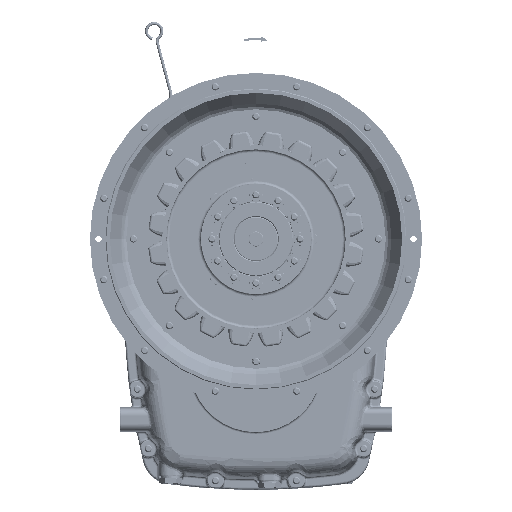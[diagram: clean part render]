
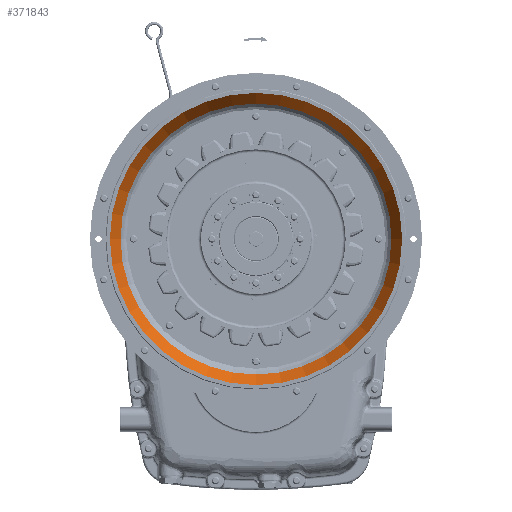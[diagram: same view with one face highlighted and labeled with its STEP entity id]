
A CAD part, top view. The second image highlights one B-rep face of the part: STEP entity #371843.
In plain terms, the highlighted conical face has half-angle 30 degrees and reference radius 184.334 mm.
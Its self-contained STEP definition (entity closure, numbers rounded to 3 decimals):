
#31520 = EDGE_LOOP ( 'NONE', ( #305399 ) ) ;
#33886 = DIRECTION ( 'NONE',  ( 0., 0., -1. ) ) ;
#34437 = CIRCLE ( 'NONE', #116556, 198.768 ) ;
#35038 = CARTESIAN_POINT ( 'NONE',  ( 0., 0., 55. ) ) ;
#41427 = EDGE_CURVE ( 'NONE', #356076, #356076, #203438, .T. ) ;
#71963 = DIRECTION ( 'NONE',  ( -1., 0., 0. ) ) ;
#92490 = CONICAL_SURFACE ( 'NONE', #161178, 184.334, 0.524 ) ;
#116556 = AXIS2_PLACEMENT_3D ( 'NONE', #35038, #291126, #71963 ) ;
#118499 = CARTESIAN_POINT ( 'NONE',  ( -198.768, 0., 55. ) ) ;
#134810 = AXIS2_PLACEMENT_3D ( 'NONE', #253151, #33886, #289961 ) ;
#138417 = FACE_OUTER_BOUND ( 'NONE', #189625, .T. ) ;
#161178 = AXIS2_PLACEMENT_3D ( 'NONE', #184073, #222407, #406470 ) ;
#184073 = CARTESIAN_POINT ( 'NONE',  ( 0., 0., 30. ) ) ;
#189625 = EDGE_LOOP ( 'NONE', ( #412147 ) ) ;
#203438 = CIRCLE ( 'NONE', #134810, 184.334 ) ;
#222407 = DIRECTION ( 'NONE',  ( 0., 0., 1. ) ) ;
#253151 = CARTESIAN_POINT ( 'NONE',  ( 0., 0., 30. ) ) ;
#289961 = DIRECTION ( 'NONE',  ( -1., 0., 0. ) ) ;
#291126 = DIRECTION ( 'NONE',  ( 0., 0., 1. ) ) ;
#294853 = CARTESIAN_POINT ( 'NONE',  ( -184.334, 0., 30. ) ) ;
#305399 = ORIENTED_EDGE ( 'NONE', *, *, #41427, .T. ) ;
#356076 = VERTEX_POINT ( 'NONE', #294853 ) ;
#371843 = ADVANCED_FACE ( 'NONE', ( #138417, #430509 ), #92490, .F. ) ;
#406470 = DIRECTION ( 'NONE',  ( 1., 0., 0. ) ) ;
#406597 = VERTEX_POINT ( 'NONE', #118499 ) ;
#412147 = ORIENTED_EDGE ( 'NONE', *, *, #420043, .T. ) ;
#420043 = EDGE_CURVE ( 'NONE', #406597, #406597, #34437, .T. ) ;
#430509 = FACE_BOUND ( 'NONE', #31520, .T. ) ;
